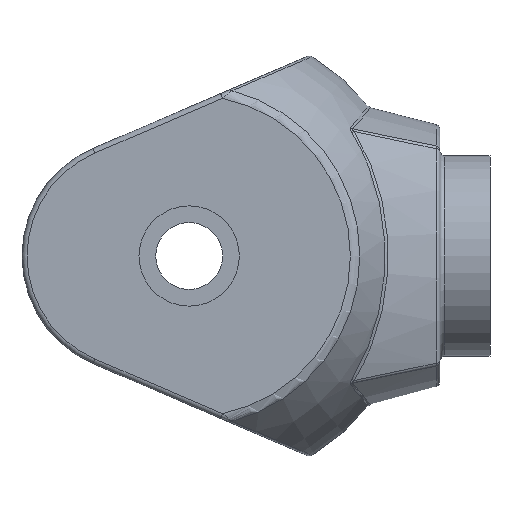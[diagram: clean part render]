
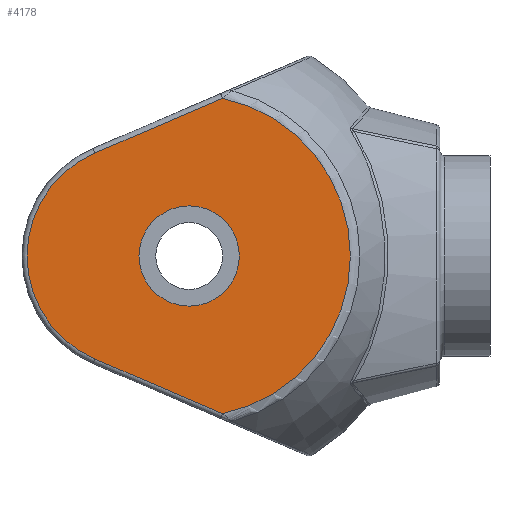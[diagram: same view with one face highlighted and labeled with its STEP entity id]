
A CAD part, front view. The second image highlights one B-rep face of the part: STEP entity #4178.
In plain terms, the highlighted planar face has unit normal (0, -1, 0).
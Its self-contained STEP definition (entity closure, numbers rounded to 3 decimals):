
#122 = DIRECTION ( 'NONE',  ( 0., 0., -1. ) ) ;
#178 = CARTESIAN_POINT ( 'NONE',  ( 0., 0., 15. ) ) ;
#258 = VERTEX_POINT ( 'NONE', #4342 ) ;
#259 = VECTOR ( 'NONE', #2957, 1000. ) ;
#273 = CIRCLE ( 'NONE', #3050, 48.23 ) ;
#325 = VERTEX_POINT ( 'NONE', #1104 ) ;
#351 = LINE ( 'NONE', #3300, #259 ) ;
#361 = AXIS2_PLACEMENT_3D ( 'NONE', #2097, #1689, #4617 ) ;
#467 = EDGE_CURVE ( 'NONE', #1002, #2816, #823, .T. ) ;
#535 = CARTESIAN_POINT ( 'NONE',  ( -15., 0., 0. ) ) ;
#673 = EDGE_LOOP ( 'NONE', ( #2858, #1654, #3588, #4520 ) ) ;
#703 = PLANE ( 'NONE',  #3286 ) ;
#823 = CIRCLE ( 'NONE', #361, 15. ) ;
#959 = VERTEX_POINT ( 'NONE', #2037 ) ;
#1002 = VERTEX_POINT ( 'NONE', #178 ) ;
#1003 = CARTESIAN_POINT ( 'NONE',  ( 0., 0., 0. ) ) ;
#1104 = CARTESIAN_POINT ( 'NONE',  ( -28.212, 0., -30.784 ) ) ;
#1179 = DIRECTION ( 'NONE',  ( 0., -1., 0. ) ) ;
#1187 = CIRCLE ( 'NONE', #3811, 15. ) ;
#1499 = CIRCLE ( 'NONE', #2507, 33.5 ) ;
#1618 = FACE_BOUND ( 'NONE', #4229, .T. ) ;
#1654 = ORIENTED_EDGE ( 'NONE', *, *, #4410, .T. ) ;
#1689 = DIRECTION ( 'NONE',  ( 0., -1., 0. ) ) ;
#1770 = EDGE_CURVE ( 'NONE', #2816, #1002, #1187, .T. ) ;
#2029 = EDGE_CURVE ( 'NONE', #325, #2459, #3686, .T. ) ;
#2037 = CARTESIAN_POINT ( 'NONE',  ( 9.996, 0., 47.183 ) ) ;
#2097 = CARTESIAN_POINT ( 'NONE',  ( 0., 0., 0. ) ) ;
#2117 = CARTESIAN_POINT ( 'NONE',  ( 7.92, 0., -46.292 ) ) ;
#2204 = EDGE_CURVE ( 'NONE', #258, #325, #1499, .T. ) ;
#2263 = VECTOR ( 'NONE', #2483, 1000. ) ;
#2459 = VERTEX_POINT ( 'NONE', #2485 ) ;
#2483 = DIRECTION ( 'NONE',  ( 0.919, 0., -0.394 ) ) ;
#2485 = CARTESIAN_POINT ( 'NONE',  ( 9.996, 0., -47.183 ) ) ;
#2507 = AXIS2_PLACEMENT_3D ( 'NONE', #535, #2688, #122 ) ;
#2640 = CARTESIAN_POINT ( 'NONE',  ( 0., 0., 0. ) ) ;
#2688 = DIRECTION ( 'NONE',  ( 0., -1., 0. ) ) ;
#2816 = VERTEX_POINT ( 'NONE', #4445 ) ;
#2858 = ORIENTED_EDGE ( 'NONE', *, *, #3505, .T. ) ;
#2957 = DIRECTION ( 'NONE',  ( -0.919, 0., -0.394 ) ) ;
#3004 = DIRECTION ( 'NONE',  ( 0., -1., 0. ) ) ;
#3050 = AXIS2_PLACEMENT_3D ( 'NONE', #2640, #3004, #3082 ) ;
#3082 = DIRECTION ( 'NONE',  ( 0., 0., -1. ) ) ;
#3286 = AXIS2_PLACEMENT_3D ( 'NONE', #1003, #4341, #4694 ) ;
#3300 = CARTESIAN_POINT ( 'NONE',  ( -28.212, 0., 30.784 ) ) ;
#3367 = ORIENTED_EDGE ( 'NONE', *, *, #1770, .F. ) ;
#3505 = EDGE_CURVE ( 'NONE', #2459, #959, #273, .T. ) ;
#3579 = FACE_OUTER_BOUND ( 'NONE', #673, .T. ) ;
#3588 = ORIENTED_EDGE ( 'NONE', *, *, #2204, .T. ) ;
#3686 = LINE ( 'NONE', #2117, #2263 ) ;
#3811 = AXIS2_PLACEMENT_3D ( 'NONE', #4525, #1179, #4117 ) ;
#4059 = ORIENTED_EDGE ( 'NONE', *, *, #467, .F. ) ;
#4117 = DIRECTION ( 'NONE',  ( 0., 0., -1. ) ) ;
#4178 = ADVANCED_FACE ( 'NONE', ( #1618, #3579 ), #703, .T. ) ;
#4229 = EDGE_LOOP ( 'NONE', ( #3367, #4059 ) ) ;
#4341 = DIRECTION ( 'NONE',  ( 0., -1., 0. ) ) ;
#4342 = CARTESIAN_POINT ( 'NONE',  ( -28.212, 0., 30.784 ) ) ;
#4410 = EDGE_CURVE ( 'NONE', #959, #258, #351, .T. ) ;
#4445 = CARTESIAN_POINT ( 'NONE',  ( 0., 0., -15. ) ) ;
#4520 = ORIENTED_EDGE ( 'NONE', *, *, #2029, .T. ) ;
#4525 = CARTESIAN_POINT ( 'NONE',  ( 0., 0., 0. ) ) ;
#4617 = DIRECTION ( 'NONE',  ( 0., 0., -1. ) ) ;
#4694 = DIRECTION ( 'NONE',  ( 0., 0., -1. ) ) ;
